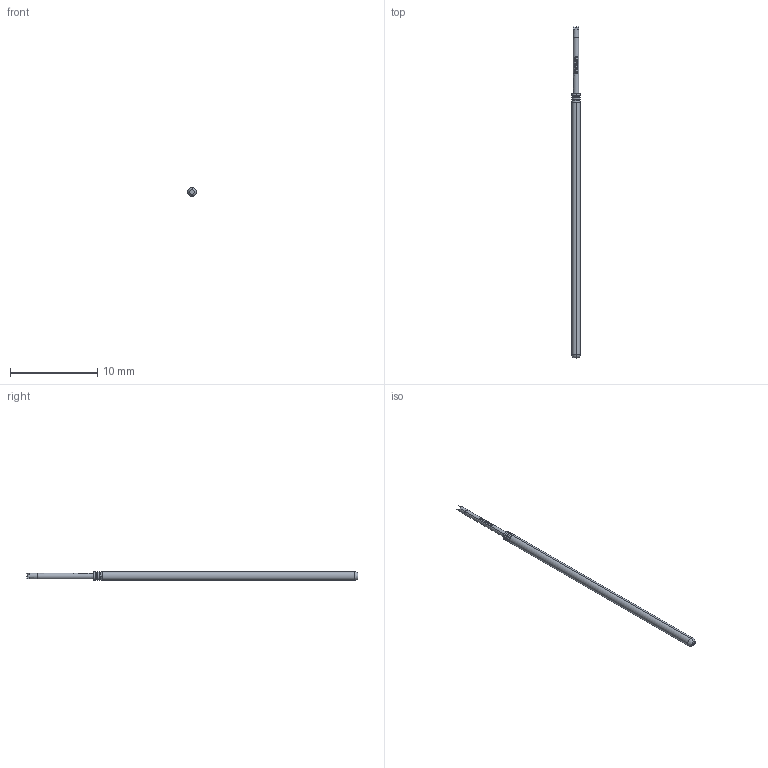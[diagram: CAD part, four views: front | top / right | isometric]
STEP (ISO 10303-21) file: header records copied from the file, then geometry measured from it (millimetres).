
FILE_DESCRIPTION (( 'STEP AP203' ), '1' );
FILE_NAME ('INGUN_GKS-075_214_064_A_xx00_E.STEP', '2021-09-27T07:37:52', ( 'ochi' ), ( '' ), 'SwSTEP 2.0', 'SolidWorks 2018', '' );
FILE_SCHEMA (( 'CONFIG_CONTROL_DESIGN' ));
Length unit declared in the file: millimetre
Products named in the file (1): INGUN_GKS-075_214_064_A_xx00_E
Bounding box: 1.02 x 38.1 x 1.02 mm (x, y, z)
Volume: 27 mm3; surface area: 114.2 mm2
Topology: 1 solids, 1 shells, 90 faces, 229 edges, 147 vertices
Faces by surface type: bspline 50, torus 10, cylinder 10, cone 10, plane 10
Entity records: 3724 total; most frequent: CARTESIAN_POINT 1925, ORIENTED_EDGE 458, EDGE_CURVE 229, DIRECTION 187, B_SPLINE_CURVE_WITH_KNOTS 158, VERTEX_POINT 147, EDGE_LOOP 96, ADVANCED_FACE 90
